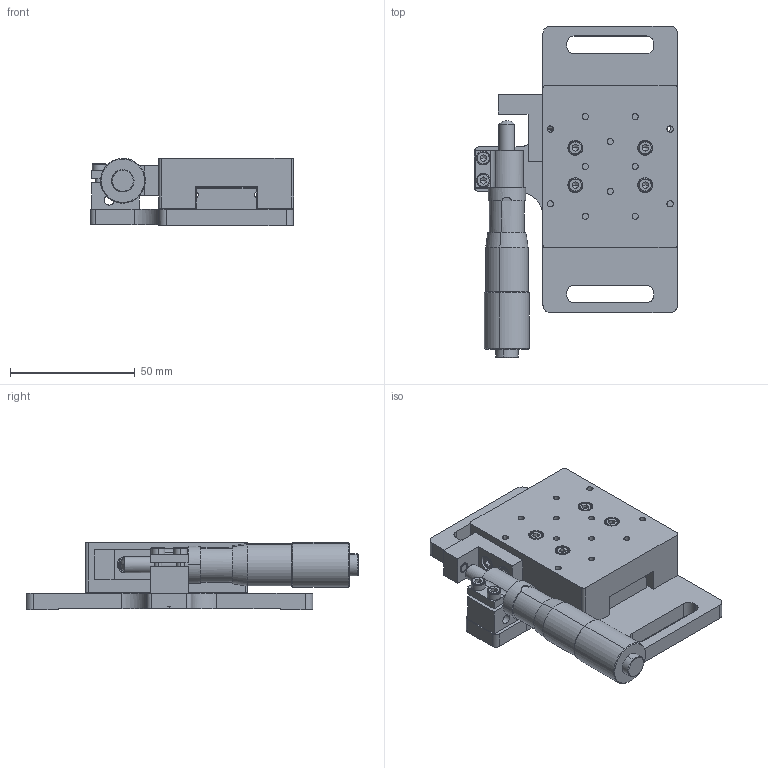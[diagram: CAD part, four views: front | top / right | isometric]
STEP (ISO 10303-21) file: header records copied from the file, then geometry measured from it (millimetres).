
FILE_DESCRIPTION(/* description */ (''),/* implementation_level */ '2;1');
FILE_NAME(/* name */ '02-TS2~1',/* time_stamp */ '2021-12-20T13:03:56+03:00',/* author */ (''),/* organization */ (''),/* preprocessor_version */ 'ST-DEVELOPER v15',/* originating_system */ '',/* authorisation */ '');
FILE_SCHEMA (('AUTOMOTIVE_DESIGN'));
Length unit declared in the file: millimetre
Products named in the file (2): Document; Block 01
Assembly tree (1 placements, depth 2):
  Document
    Block 01
Bounding box: 81.5 x 133.2 x 27 mm (x, y, z)
Volume: 38.3 mm3; surface area: 46011 mm2
Topology: 12 solids, 22 shells, 653 faces, 1881 edges, 1262 vertices
Faces by surface type: bspline 653
Entity records: 48169 total; most frequent: CARTESIAN_POINT 25494, B_SPLINE_CURVE_WITH_KNOTS 3997, ORIENTED_EDGE 3625, PCURVE 3625, DEFINITIONAL_REPRESENTATION 3625, SURFACE_CURVE 1855, EDGE_CURVE 1855, VERTEX_POINT 1262
